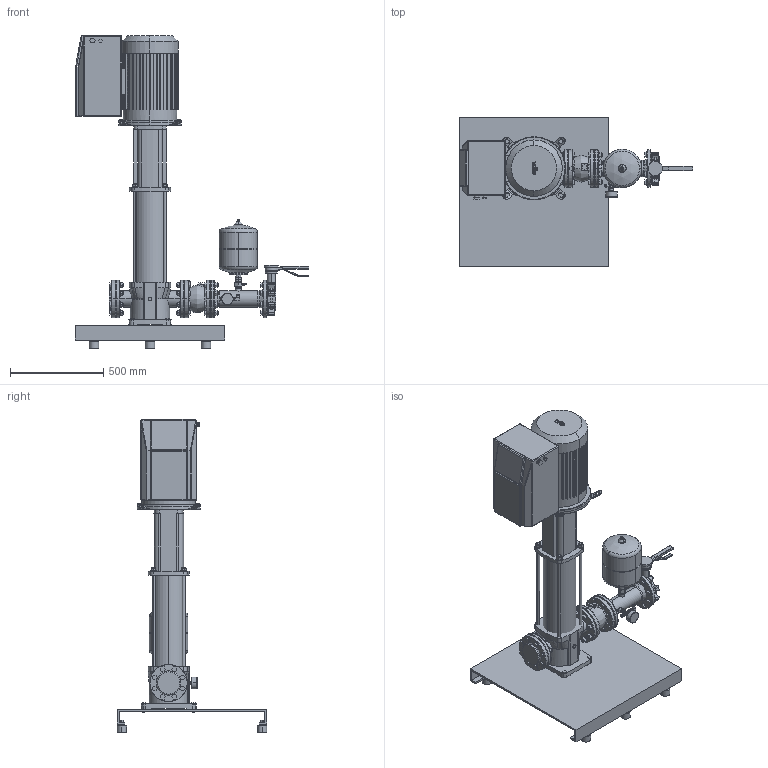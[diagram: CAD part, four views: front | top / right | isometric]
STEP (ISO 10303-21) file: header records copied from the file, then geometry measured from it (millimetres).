
FILE_DESCRIPTION((''),'2;1');
FILE_NAME('3d_SiBoostSmart1HelixVE5205-2540885.stp','2015-08-24T10:47:03',(''),(''),'Mechanical Desktop 2009','Mechanical Desktop 2009',', , ');
FILE_SCHEMA(('CONFIG_CONTROL_DESIGN'));
Length unit declared in the file: millimetre
Products named in the file (1): Product
Bounding box: 1249.5 x 800 x 1674.85 mm (x, y, z)
Volume: 114931013.3 mm3; surface area: 6145937.3 mm2
Topology: 79 solids, 79 shells, 2370 faces, 5832 edges, 3766 vertices
Faces by surface type: bspline 945, plane 626, cylinder 575, torus 110, cone 84, sphere 30
Entity records: 80715 total; most frequent: CARTESIAN_POINT 26057, ORIENTED_EDGE 11616, DIRECTION 10655, EDGE_CURVE 5808, VERTEX_POINT 3766, AXIS2_PLACEMENT_3D 3688, VECTOR 3279, LINE 3279
